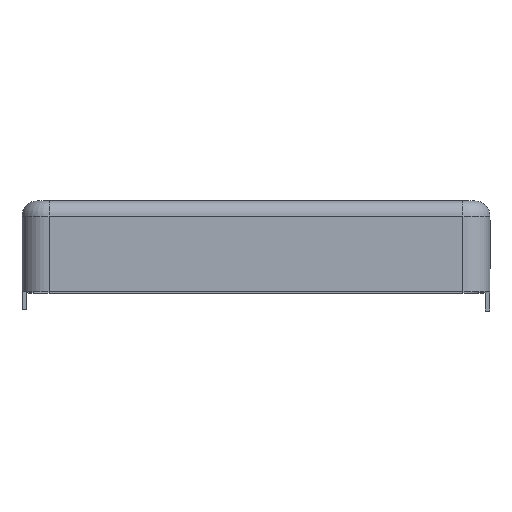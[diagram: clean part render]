
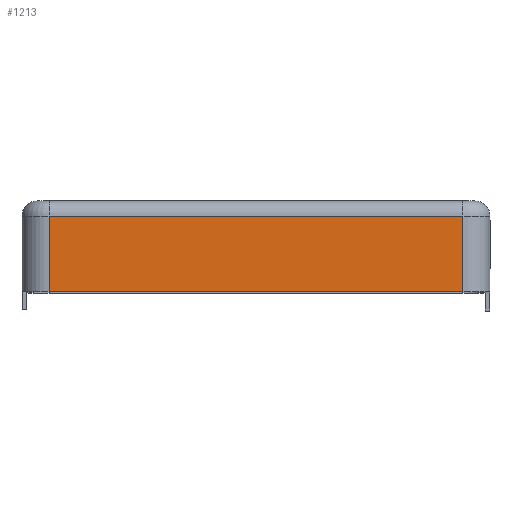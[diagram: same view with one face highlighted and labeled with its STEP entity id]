
A CAD part, top view. The second image highlights one B-rep face of the part: STEP entity #1213.
In plain terms, the highlighted planar face has unit normal (0, 0, 1).
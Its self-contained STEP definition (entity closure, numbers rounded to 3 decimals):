
#69 = LINE ( 'NONE', #2083, #1544 ) ;
#74 = CARTESIAN_POINT ( 'NONE',  ( -13.7, -1., 28.5 ) ) ;
#243 = LINE ( 'NONE', #882, #621 ) ;
#621 = VECTOR ( 'NONE', #2559, 1000. ) ;
#709 = CARTESIAN_POINT ( 'NONE',  ( -13.7, 0., 28.5 ) ) ;
#760 = VECTOR ( 'NONE', #1726, 1000. ) ;
#761 = LINE ( 'NONE', #1473, #2858 ) ;
#766 = EDGE_CURVE ( 'NONE', #2489, #2795, #243, .T. ) ;
#882 = CARTESIAN_POINT ( 'NONE',  ( -13.7, -1., 28.5 ) ) ;
#917 = VERTEX_POINT ( 'NONE', #1381 ) ;
#949 = CARTESIAN_POINT ( 'NONE',  ( 13.7, -1., 28.5 ) ) ;
#982 = CARTESIAN_POINT ( 'NONE',  ( 13.7, -6., 28.5 ) ) ;
#985 = DIRECTION ( 'NONE',  ( 1., 0., 0. ) ) ;
#993 = PLANE ( 'NONE',  #3026 ) ;
#1166 = EDGE_CURVE ( 'NONE', #2489, #917, #761, .T. ) ;
#1212 = ORIENTED_EDGE ( 'NONE', *, *, #1166, .T. ) ;
#1213 = ADVANCED_FACE ( 'NONE', ( #2106 ), #993, .T. ) ;
#1344 = EDGE_CURVE ( 'NONE', #2795, #2259, #2969, .T. ) ;
#1381 = CARTESIAN_POINT ( 'NONE',  ( -13.7, -6., 28.5 ) ) ;
#1415 = ORIENTED_EDGE ( 'NONE', *, *, #1344, .F. ) ;
#1473 = CARTESIAN_POINT ( 'NONE',  ( -13.7, 0., 28.5 ) ) ;
#1544 = VECTOR ( 'NONE', #985, 1000. ) ;
#1726 = DIRECTION ( 'NONE',  ( 0., -1., 0. ) ) ;
#2024 = ORIENTED_EDGE ( 'NONE', *, *, #766, .F. ) ;
#2083 = CARTESIAN_POINT ( 'NONE',  ( -13.7, -6., 28.5 ) ) ;
#2106 = FACE_OUTER_BOUND ( 'NONE', #2611, .T. ) ;
#2259 = VERTEX_POINT ( 'NONE', #982 ) ;
#2489 = VERTEX_POINT ( 'NONE', #74 ) ;
#2559 = DIRECTION ( 'NONE',  ( 1., 0., 0. ) ) ;
#2611 = EDGE_LOOP ( 'NONE', ( #2857, #1415, #2024, #1212 ) ) ;
#2638 = DIRECTION ( 'NONE',  ( 0., -1., 0. ) ) ;
#2783 = EDGE_CURVE ( 'NONE', #917, #2259, #69, .T. ) ;
#2795 = VERTEX_POINT ( 'NONE', #949 ) ;
#2857 = ORIENTED_EDGE ( 'NONE', *, *, #2783, .T. ) ;
#2858 = VECTOR ( 'NONE', #2638, 1000. ) ;
#2870 = DIRECTION ( 'NONE',  ( 0., -1., 0. ) ) ;
#2887 = DIRECTION ( 'NONE',  ( 0., 0., 1. ) ) ;
#2899 = CARTESIAN_POINT ( 'NONE',  ( 13.7, 0., 28.5 ) ) ;
#2969 = LINE ( 'NONE', #2899, #760 ) ;
#3026 = AXIS2_PLACEMENT_3D ( 'NONE', #709, #2887, #2870 ) ;
